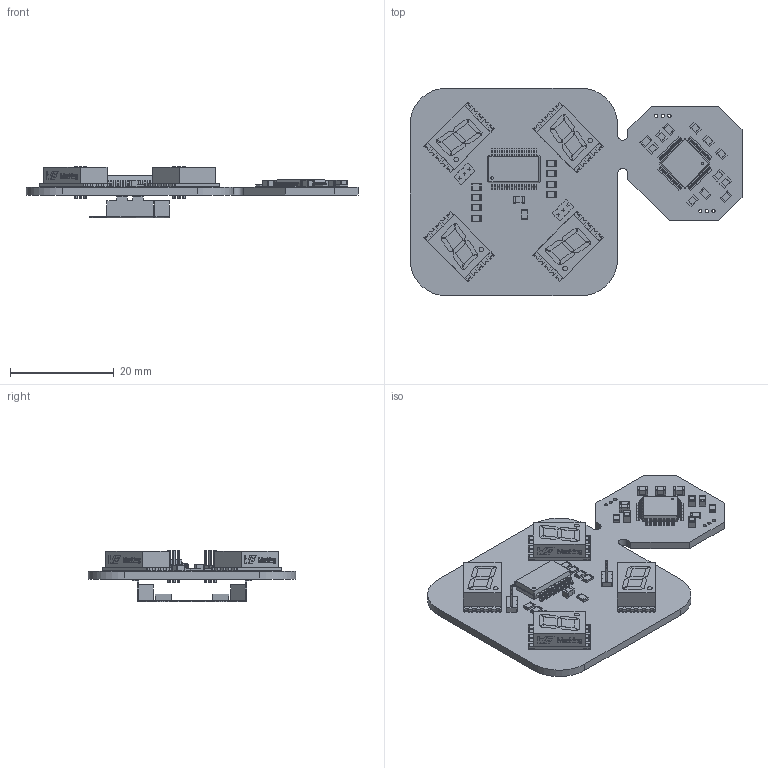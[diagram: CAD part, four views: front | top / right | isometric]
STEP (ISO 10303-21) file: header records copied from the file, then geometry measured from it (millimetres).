
FILE_DESCRIPTION(('KiCad electronic assembly'),'2;1');
FILE_NAME('PCBWatch.step','2025-07-13T17:37:23',('Pcbnew'),('Kicad'), 'Open CASCADE STEP processor 7.6','KiCad to STEP converter','Unknown' );
FILE_SCHEMA(('AUTOMOTIVE_DESIGN { 1 0 10303 214 1 1 1 1 }'));
Length unit declared in the file: millimetre
Products named in the file (31): PCBWatch 1; LQFP-48_7x7mm_P0.5mm; R_0805_2012Metric; C_0805_2012Metric; PinHeader_1x03_P1.27mm_Vertical; WL-S7DS_0.3INCH; PCB; Pins; Chip; SSOP-28_5.3x10.2mm_P0.65mm; BAT-HLD-001; PCBWatch_PCB
Assembly tree (54 placements, depth 3):
  PCBWatch 1
    LQFP-48_7x7mm_P0.5mm
    R_0805_2012Metric  x13
    C_0805_2012Metric  x9
    PinHeader_1x03_P1.27mm_Vertical  x2
    WL-S7DS_0.3INCH  x4
      PCB
      Pins
      Pins
      Pins
      Pins
      Pins
      Pins
      Pins
      Pins
      Pins
      Pins
      Pins
      Pins
      Pins
      Pins
      Pins
      Pins
      Pins
      Pins
      Pins
      Pins
      Chip
    SSOP-28_5.3x10.2mm_P0.65mm
    BAT-HLD-001
    PCBWatch_PCB
Bounding box: 64 x 40 x 10 mm (x, y, z)
Volume: 4442.5 mm3; surface area: 7806.3 mm2
Topology: 116 solids, 116 shells, 3815 faces, 9876 edges, 6414 vertices
Faces by surface type: plane 3026, cylinder 689, extrusion 64, bspline 36
Full cylindrical faces by diameter (mm): 0.65 x12, 0.9 x4, 1.7 x4, 2.05 x4
Entity records: 59692 total; most frequent: CARTESIAN_POINT 11395, ORIENTED_EDGE 10128, DIRECTION 9550, EDGE_CURVE 5064, VECTOR 4106, LINE 4090, VERTEX_POINT 3230, AXIS2_PLACEMENT_3D 2722
